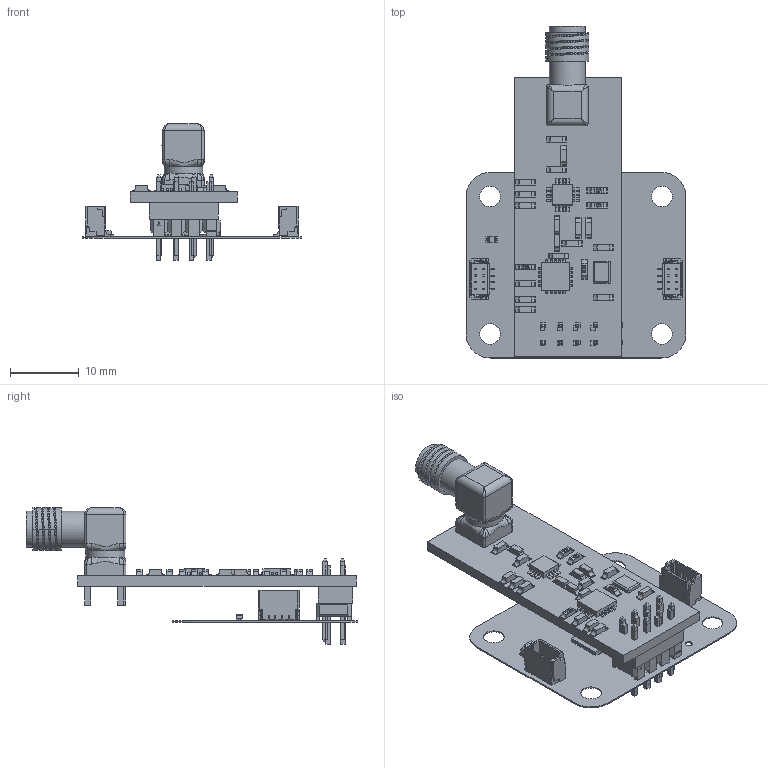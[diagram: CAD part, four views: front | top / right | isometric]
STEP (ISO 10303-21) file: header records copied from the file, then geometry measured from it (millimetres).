
FILE_DESCRIPTION(('Open CASCADE Model'),'2;1');
FILE_NAME('Open CASCADE Shape Model','2025-05-20T11:17:48',('Author'),( 'Open CASCADE'),'Open CASCADE STEP processor 7.5','Open CASCADE 7.5' ,'Unknown');
FILE_SCHEMA(('AUTOMOTIVE_DESIGN { 1 0 10303 214 1 1 1 1 }'));
Length unit declared in the file: millimetre
Products named in the file (35): PCB; Board; Open CASCADE STEP translator 7.5 36.1.1; STAT1; 0603 LED Green; Solid1; Solid4; J11; Conn_Harwin_M20-9980446_eec; Body; Pins; New Marking; Harwin Logo-LAPTOP-NQA1DCQ3; U; DUELink-U-Connector-BM04B-SRSS-TB; D; DUELink-Connector-BM04B-SRSS-TB; R4; User Library-R SMD 0402; User Library-R SMD 0402_0402 BODY; User Library-R SMD 0402_0402 PAD; User Library-R SMD 0402_0402 OPIS; C2; 0805 SMD Capacitor; C1; C0402; Free-Models; RF TransmiterReciever; STM32-QFN32
Assembly tree (35 placements, depth 4):
  PCB
    Board
      Open CASCADE STEP translator 7.5 36.1.1
    STAT1
      0603 LED Green
        Solid1
        Solid4
        Solid1
        Solid1
        Solid4
        Solid1
        Solid1
        Solid1
    J11
      Conn_Harwin_M20-9980446_eec
        Body
        Pins
        New Marking
        Harwin Logo-LAPTOP-NQA1DCQ3
    U
      DUELink-U-Connector-BM04B-SRSS-TB
    D
      DUELink-Connector-BM04B-SRSS-TB
    R4
      User Library-R SMD 0402
        User Library-R SMD 0402_0402 BODY
        User Library-R SMD 0402_0402 PAD  x2
        User Library-R SMD 0402_0402 OPIS
    C2
      0805 SMD Capacitor
    C1
      C0402
    Free-Models
      RF TransmiterReciever
      STM32-QFN32
Bounding box: 32 x 48.28 x 19.91 mm (x, y, z)
Volume: 2117.7 mm3; surface area: 4981.8 mm2
Topology: 91 solids, 91 shells, 2395 faces, 7523 edges, 6806 vertices
Faces by surface type: plane 1810, cylinder 312, bspline 184, extrusion 73, sphere 8, revolution 8
Full cylindrical faces by diameter (mm): 1 x1, 1.016 x2, 1.02 x8, 3 x4, 4.6 x1, 5.23 x2, 5.65 x1, 6.24 x4
Entity records: 106930 total; most frequent: CARTESIAN_POINT 30582, ORIENTED_EDGE 12090, DIRECTION 12054, VECTOR 6312, LINE 6239, EDGE_CURVE 6045, VERTEX_POINT 3930, AXIS2_PLACEMENT_3D 2867
